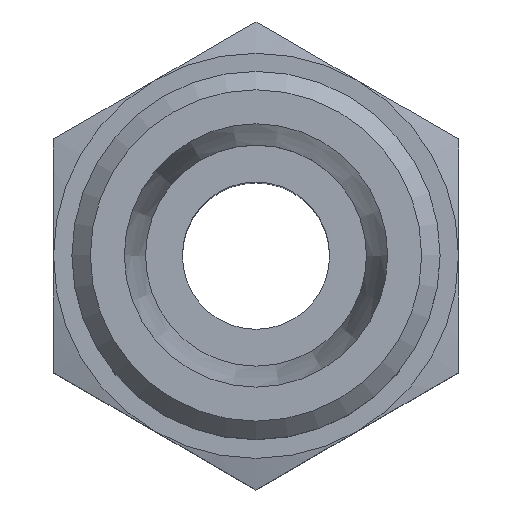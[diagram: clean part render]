
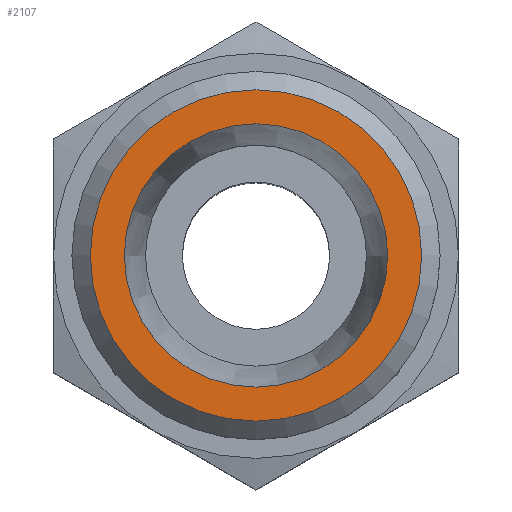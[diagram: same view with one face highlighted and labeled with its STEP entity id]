
A CAD part, top view. The second image highlights one B-rep face of the part: STEP entity #2107.
In plain terms, the highlighted planar face has unit normal (0, 0, 1).
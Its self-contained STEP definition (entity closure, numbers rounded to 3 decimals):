
#1907=CARTESIAN_POINT('',(1.711,9.021,37.0));
#1908=VERTEX_POINT('',#1907);
#1909=CARTESIAN_POINT('',(-5.439,9.021,37.0));
#1910=DIRECTION('',(0.0,0.0,-1.0));
#1911=DIRECTION('',(-1.0,0.0,0.0));
#1912=AXIS2_PLACEMENT_3D('',#1909,#1910,#1911);
#1913=CIRCLE('',#1912,7.15);
#1914=EDGE_CURVE('',#1908,#1908,#1913,.T.);
#2084=CARTESIAN_POINT('',(3.561,9.021,37.0));
#2085=VERTEX_POINT('',#2084);
#2086=CARTESIAN_POINT('',(-5.439,9.021,37.0));
#2087=DIRECTION('',(0.0,0.0,-1.0));
#2088=DIRECTION('',(-1.0,0.0,0.0));
#2089=AXIS2_PLACEMENT_3D('',#2086,#2087,#2088);
#2090=CIRCLE('',#2089,9.0);
#2091=EDGE_CURVE('',#2085,#2085,#2090,.T.);
#2096=CARTESIAN_POINT('',(-5.439,9.021,37.0));
#2097=DIRECTION('',(0.0,0.0,1.0));
#2098=DIRECTION('',(1.0,0.0,0.0));
#2099=AXIS2_PLACEMENT_3D('',#2096,#2097,#2098);
#2100=PLANE('',#2099);
#2101=ORIENTED_EDGE('',*,*,#2091,.F.);
#2102=EDGE_LOOP('',(#2101));
#2103=FACE_OUTER_BOUND('',#2102,.T.);
#2104=ORIENTED_EDGE('',*,*,#1914,.T.);
#2105=EDGE_LOOP('',(#2104));
#2106=FACE_BOUND('',#2105,.T.);
#2107=ADVANCED_FACE('',(#2103,#2106),#2100,.T.);
